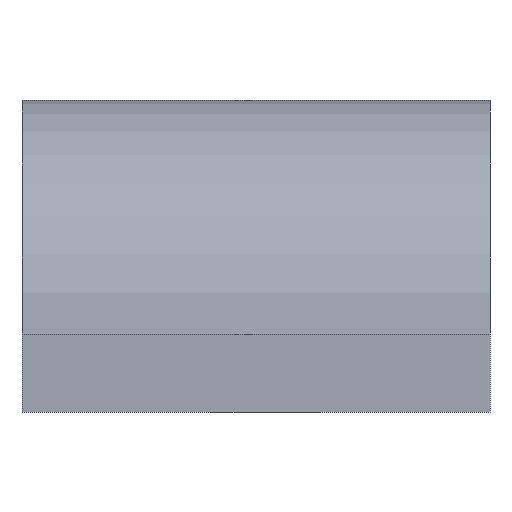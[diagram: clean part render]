
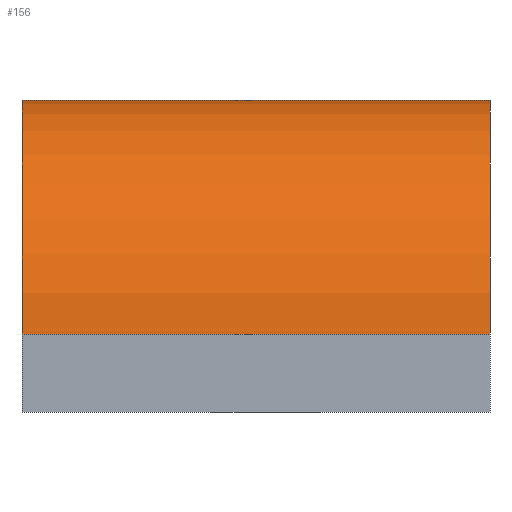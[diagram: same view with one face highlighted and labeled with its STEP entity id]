
A CAD part, front view. The second image highlights one B-rep face of the part: STEP entity #156.
In plain terms, the highlighted cylindrical face has radius 15 mm (diameter 30 mm), a partial arc.
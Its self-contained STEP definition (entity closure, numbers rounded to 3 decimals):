
#24=CYLINDRICAL_SURFACE('',#185,15.);
#27=FACE_OUTER_BOUND('',#36,.T.);
#36=EDGE_LOOP('',(#121,#122,#123,#124));
#47=LINE('',#255,#62);
#48=LINE('',#258,#63);
#62=VECTOR('',#212,10.);
#63=VECTOR('',#215,10.);
#78=CIRCLE('',#186,15.);
#79=CIRCLE('',#187,15.);
#83=VERTEX_POINT('',#251);
#84=VERTEX_POINT('',#252);
#85=VERTEX_POINT('',#254);
#86=VERTEX_POINT('',#256);
#98=EDGE_CURVE('',#83,#84,#78,.T.);
#99=EDGE_CURVE('',#84,#85,#47,.T.);
#100=EDGE_CURVE('',#85,#86,#79,.T.);
#101=EDGE_CURVE('',#86,#83,#48,.T.);
#121=ORIENTED_EDGE('',*,*,#98,.T.);
#122=ORIENTED_EDGE('',*,*,#99,.T.);
#123=ORIENTED_EDGE('',*,*,#100,.T.);
#124=ORIENTED_EDGE('',*,*,#101,.T.);
#156=ADVANCED_FACE('',(#27),#24,.T.);
#185=AXIS2_PLACEMENT_3D('',#250,#208,#209);
#186=AXIS2_PLACEMENT_3D('',#253,#210,#211);
#187=AXIS2_PLACEMENT_3D('',#257,#213,#214);
#208=DIRECTION('center_axis',(1.,0.,0.));
#209=DIRECTION('ref_axis',(0.,-0.707,0.707));
#210=DIRECTION('center_axis',(-1.,0.,0.));
#211=DIRECTION('ref_axis',(0.,-0.707,0.707));
#212=DIRECTION('',(-1.,0.,0.));
#213=DIRECTION('center_axis',(1.,0.,0.));
#214=DIRECTION('ref_axis',(0.,-0.707,0.707));
#215=DIRECTION('',(1.,0.,0.));
#250=CARTESIAN_POINT('Origin',(65.166,-15.,-77.999));
#251=CARTESIAN_POINT('',(87.666,-30.,-77.999));
#252=CARTESIAN_POINT('',(87.666,-15.,-62.999));
#253=CARTESIAN_POINT('Origin',(87.666,-15.,-77.999));
#254=CARTESIAN_POINT('',(57.666,-15.,-62.999));
#255=CARTESIAN_POINT('',(65.166,-15.,-62.999));
#256=CARTESIAN_POINT('',(57.666,-30.,-77.999));
#257=CARTESIAN_POINT('Origin',(57.666,-15.,-77.999));
#258=CARTESIAN_POINT('',(65.166,-30.,-77.999));
